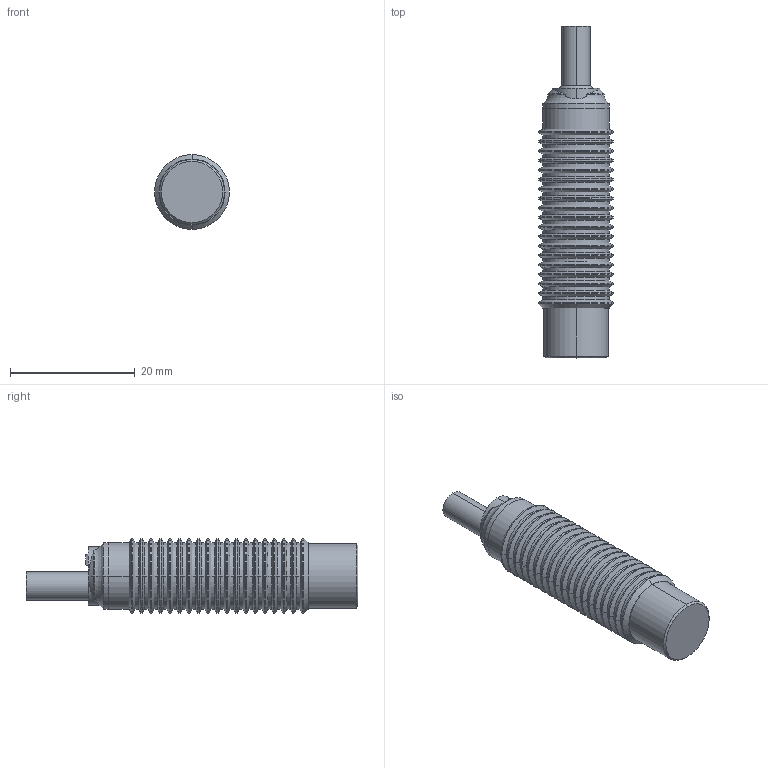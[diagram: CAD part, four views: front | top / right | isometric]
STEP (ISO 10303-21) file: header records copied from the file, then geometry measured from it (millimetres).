
FILE_DESCRIPTION(('STEP AP214'),'1');
FILE_NAME('cctmp_1D30ECB1-47F0-4FE8-886D-3AFEF4554332_2022_07_22_09_31_04_0907..stp','2022-07-22T07:31:05',('Pepperl+Fuchs GmbH'),('CADClick - www.CADClick.com'),'Spatial InterOp 3D',' ','unknown authorization');
FILE_SCHEMA(('AUTOMOTIVE_DESIGN'));
Length unit declared in the file: millimetre
Products named in the file (6): cc_unnamed; NBN4-12GM40-E2_4; NBN4-12GM40-E2_3; NBN4-12GM40-E2_2; NBN4-12GM40-E2_1; NBN4-12GM40-E2
Assembly tree (5 placements, depth 2):
  cc_unnamed
    NBN4-12GM40-E2_4
    NBN4-12GM40-E2_3
    NBN4-12GM40-E2_2
    NBN4-12GM40-E2_1
    NBN4-12GM40-E2
Bounding box: 12 x 53.2 x 12 mm (x, y, z)
Volume: 4111.6 mm3; surface area: 3625.8 mm2
Topology: 5 solids, 5 shells, 205 faces, 414 edges, 222 vertices
Faces by surface type: cylinder 91, cone 89, plane 17, torus 6, bspline 2
Entity records: 7333 total; most frequent: CARTESIAN_POINT 1201, DIRECTION 1024, ORIENTED_EDGE 824, AXIS2_PLACEMENT_3D 421, EDGE_CURVE 412, VERTEX_POINT 222, STYLED_ITEM 210, PRESENTATION_STYLE_ASSIGNMENT 210
